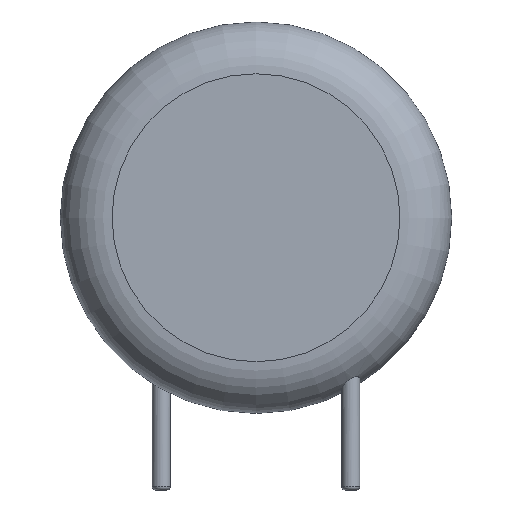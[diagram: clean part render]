
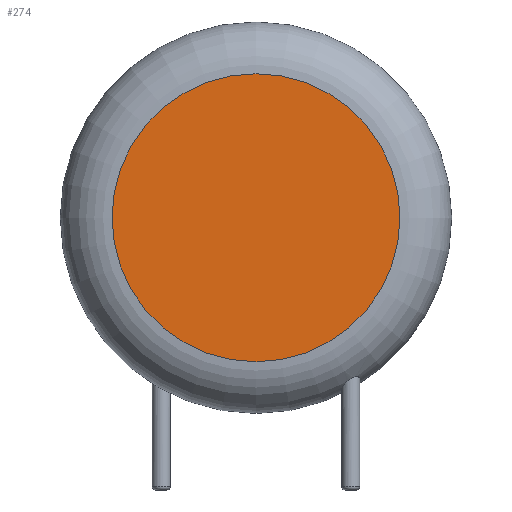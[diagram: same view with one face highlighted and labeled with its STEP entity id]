
A CAD part, front view. The second image highlights one B-rep face of the part: STEP entity #274.
In plain terms, the highlighted planar face has unit normal (0, -1, 0).
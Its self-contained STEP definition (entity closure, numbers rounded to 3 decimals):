
#152 = VERTEX_POINT('',#153);
#153 = CARTESIAN_POINT('',(9.451,-2.95,7.78));
#160 = EDGE_CURVE('',#152,#152,#161,.T.);
#161 = CIRCLE('',#162,5.701);
#162 = AXIS2_PLACEMENT_3D('',#163,#164,#165);
#163 = CARTESIAN_POINT('',(3.75,-2.95,7.78));
#164 = DIRECTION('',(0.,-1.,0.));
#165 = DIRECTION('',(1.,0.,0.));
#274 = ADVANCED_FACE('',(#275),#278,.T.);
#275 = FACE_BOUND('',#276,.T.);
#276 = EDGE_LOOP('',(#277));
#277 = ORIENTED_EDGE('',*,*,#160,.T.);
#278 = PLANE('',#279);
#279 = AXIS2_PLACEMENT_3D('',#280,#281,#282);
#280 = CARTESIAN_POINT('',(3.75,-2.95,7.78));
#281 = DIRECTION('',(0.,-1.,0.));
#282 = DIRECTION('',(0.,0.,-1.));
